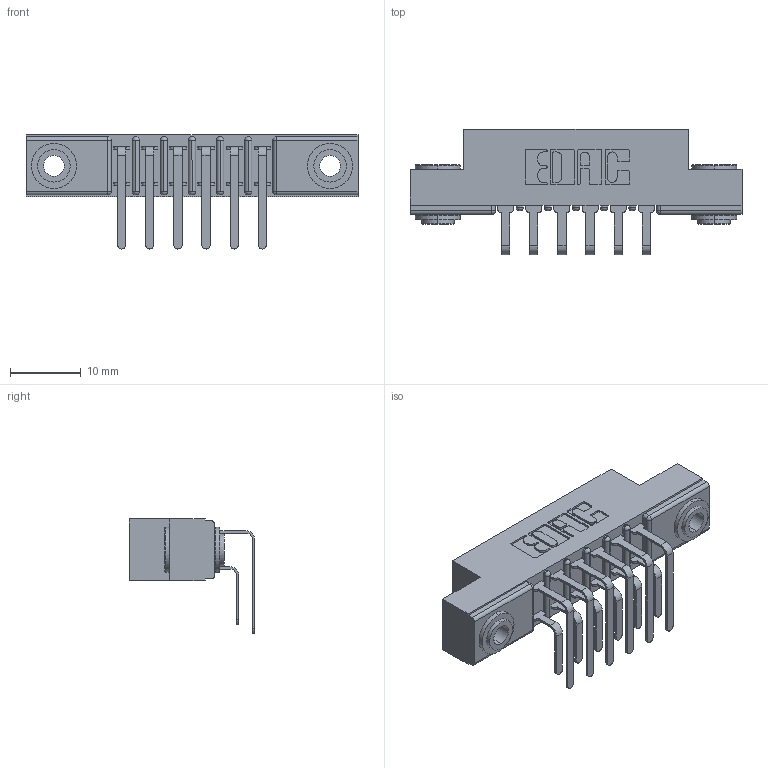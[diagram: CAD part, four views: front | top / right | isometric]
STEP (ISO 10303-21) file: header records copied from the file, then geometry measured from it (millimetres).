
FILE_DESCRIPTION (( 'STEP AP203' ), '1' );
FILE_NAME ('307-006-459-103.STEP', '2020-09-25T00:22:22', ( '' ), ( '' ), 'SwSTEP 2.0', 'SolidWorks 2020', '' );
FILE_SCHEMA (( 'CONFIG_CONTROL_DESIGN' ));
Length unit declared in the file: inch
Products named in the file (5): 307-290-001_558 559 - 1 (Single); 345-250-002_345-250-002-102; 307 Part_.156 Dia Mounting Holes; 307-006-459-103; 307-290-001_559 - 2 (Single)
Assembly tree (15 placements, depth 2):
  307-006-459-103
    307 Part_.156 Dia Mounting Holes
    307-290-001_558 559 - 1 (Single)  x6
    307-290-001_559 - 2 (Single)  x6
    345-250-002_345-250-002-102  x2
Bounding box: 46.79 x 17.69 x 16.08 mm (x, y, z)
Volume: 3116.7 mm3; surface area: 5217.2 mm2
Topology: 15 solids, 15 shells, 777 faces, 2139 edges, 1386 vertices
Faces by surface type: plane 490, cylinder 265, sphere 14, cone 8
Entity records: 12286 total; most frequent: CARTESIAN_POINT 2005, DIRECTION 1993, ORIENTED_EDGE 1974, EDGE_CURVE 987, VECTOR 733, LINE 733, VERTEX_POINT 642, AXIS2_PLACEMENT_3D 630
